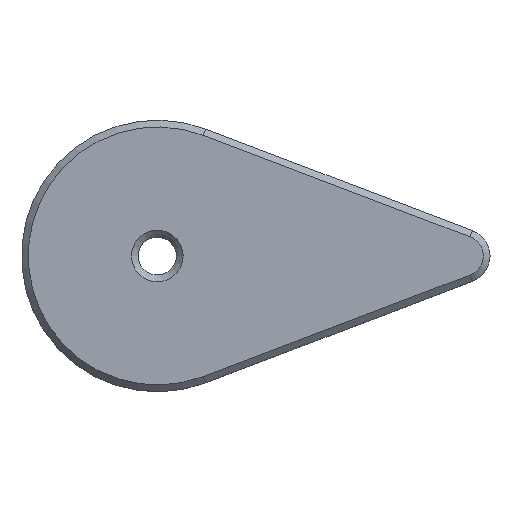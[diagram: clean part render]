
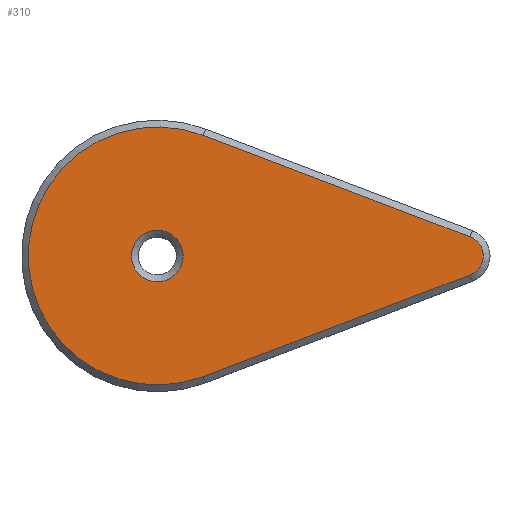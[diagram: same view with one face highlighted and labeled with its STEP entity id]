
A CAD part, top view. The second image highlights one B-rep face of the part: STEP entity #310.
In plain terms, the highlighted planar face has unit normal (0, 0, 1).
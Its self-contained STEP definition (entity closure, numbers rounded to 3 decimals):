
#127 = VERTEX_POINT('',#128);
#128 = CARTESIAN_POINT('',(46.067,-2.804,27.));
#136 = VERTEX_POINT('',#137);
#137 = CARTESIAN_POINT('',(46.067,2.804,27.));
#143 = EDGE_CURVE('',#127,#136,#144,.T.);
#144 = CIRCLE('',#145,3.);
#145 = AXIS2_PLACEMENT_3D('',#146,#147,#148);
#146 = CARTESIAN_POINT('',(45.,0.,27.));
#147 = DIRECTION('',(-0.,0.,1.));
#148 = DIRECTION('',(0.356,-0.935,0.));
#214 = VERTEX_POINT('',#215);
#215 = CARTESIAN_POINT('',(6.756,-17.758,27.));
#223 = EDGE_CURVE('',#214,#127,#224,.T.);
#224 = LINE('',#225,#226);
#225 = CARTESIAN_POINT('',(6.756,-17.758,27.));
#226 = VECTOR('',#227,1.);
#227 = DIRECTION('',(0.935,0.356,0.));
#310 = ADVANCED_FACE('',(#311,#330),#341,.T.);
#311 = FACE_BOUND('',#312,.T.);
#312 = EDGE_LOOP('',(#313,#314,#322,#329));
#313 = ORIENTED_EDGE('',*,*,#143,.T.);
#314 = ORIENTED_EDGE('',*,*,#315,.T.);
#315 = EDGE_CURVE('',#136,#316,#318,.T.);
#316 = VERTEX_POINT('',#317);
#317 = CARTESIAN_POINT('',(6.756,17.758,27.));
#318 = LINE('',#319,#320);
#319 = CARTESIAN_POINT('',(46.067,2.804,27.));
#320 = VECTOR('',#321,1.);
#321 = DIRECTION('',(-0.935,0.356,0.));
#322 = ORIENTED_EDGE('',*,*,#323,.T.);
#323 = EDGE_CURVE('',#316,#214,#324,.T.);
#324 = CIRCLE('',#325,19.);
#325 = AXIS2_PLACEMENT_3D('',#326,#327,#328);
#326 = CARTESIAN_POINT('',(0.,0.,27.));
#327 = DIRECTION('',(0.,-0.,1.));
#328 = DIRECTION('',(0.356,0.935,0.));
#329 = ORIENTED_EDGE('',*,*,#223,.T.);
#330 = FACE_BOUND('',#331,.T.);
#331 = EDGE_LOOP('',(#332));
#332 = ORIENTED_EDGE('',*,*,#333,.F.);
#333 = EDGE_CURVE('',#334,#334,#336,.T.);
#334 = VERTEX_POINT('',#335);
#335 = CARTESIAN_POINT('',(3.8,0.,27.));
#336 = CIRCLE('',#337,3.8);
#337 = AXIS2_PLACEMENT_3D('',#338,#339,#340);
#338 = CARTESIAN_POINT('',(0.,0.,27.));
#339 = DIRECTION('',(0.,0.,1.));
#340 = DIRECTION('',(1.,0.,0.));
#341 = PLANE('',#342);
#342 = AXIS2_PLACEMENT_3D('',#343,#344,#345);
#343 = CARTESIAN_POINT('',(12.705,0.,27.));
#344 = DIRECTION('',(0.,0.,1.));
#345 = DIRECTION('',(1.,0.,0.));
